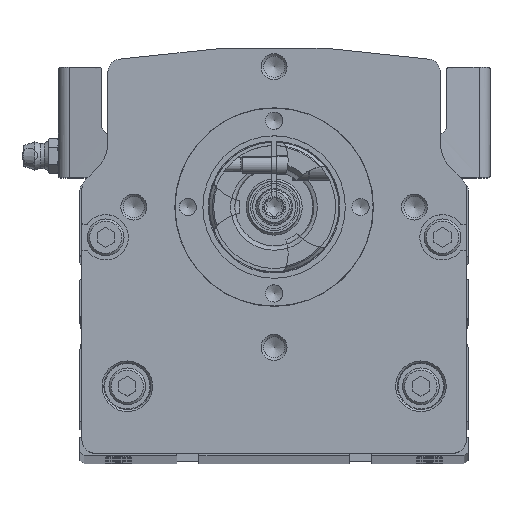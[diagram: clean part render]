
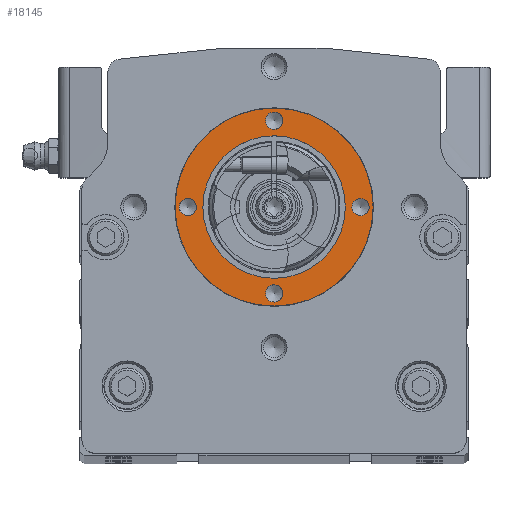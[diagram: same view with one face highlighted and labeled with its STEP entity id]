
A CAD part, top view. The second image highlights one B-rep face of the part: STEP entity #18145.
In plain terms, the highlighted planar face has unit normal (0, 0, 1).
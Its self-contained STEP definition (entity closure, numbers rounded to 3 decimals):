
#292=PLANE('',#19362);
#4620=ORIENTED_EDGE('',*,*,#7922,.F.);
#4621=ORIENTED_EDGE('',*,*,#7923,.F.);
#4622=ORIENTED_EDGE('',*,*,#7924,.T.);
#4623=ORIENTED_EDGE('',*,*,#7925,.T.);
#4624=ORIENTED_EDGE('',*,*,#7926,.T.);
#4625=ORIENTED_EDGE('',*,*,#7921,.T.);
#7921=EDGE_CURVE('',#9672,#9672,#10800,.T.);
#7922=EDGE_CURVE('',#9673,#9673,#10801,.T.);
#7923=EDGE_CURVE('',#9674,#9674,#10802,.F.);
#7924=EDGE_CURVE('',#9675,#9675,#10803,.T.);
#7925=EDGE_CURVE('',#9676,#9676,#10804,.T.);
#7926=EDGE_CURVE('',#9677,#9677,#10805,.T.);
#9672=VERTEX_POINT('',#26721);
#9673=VERTEX_POINT('',#26724);
#9674=VERTEX_POINT('',#26726);
#9675=VERTEX_POINT('',#26728);
#9676=VERTEX_POINT('',#26730);
#9677=VERTEX_POINT('',#26732);
#10800=CIRCLE('',#19361,16.5);
#10801=CIRCLE('',#19363,22.929);
#10802=CIRCLE('',#19364,2.);
#10803=CIRCLE('',#19365,2.);
#10804=CIRCLE('',#19366,2.);
#10805=CIRCLE('',#19367,2.);
#11617=EDGE_LOOP('',(#4620));
#11618=EDGE_LOOP('',(#4621));
#11619=EDGE_LOOP('',(#4622));
#11620=EDGE_LOOP('',(#4623));
#11621=EDGE_LOOP('',(#4624));
#11622=EDGE_LOOP('',(#4625));
#12810=FACE_BOUND('',#11617,.T.);
#12811=FACE_BOUND('',#11618,.T.);
#12812=FACE_BOUND('',#11619,.T.);
#12813=FACE_BOUND('',#11620,.T.);
#12814=FACE_BOUND('',#11621,.T.);
#12815=FACE_BOUND('',#11622,.T.);
#18145=ADVANCED_FACE('',(#12810,#12811,#12812,#12813,#12814,#12815),#292,
 .F.);
#19361=AXIS2_PLACEMENT_3D('',#26720,#22151,#22152);
#19362=AXIS2_PLACEMENT_3D('',#26722,#22153,#22154);
#19363=AXIS2_PLACEMENT_3D('',#26723,#22155,#22156);
#19364=AXIS2_PLACEMENT_3D('',#26725,#22157,#22158);
#19365=AXIS2_PLACEMENT_3D('',#26727,#22159,#22160);
#19366=AXIS2_PLACEMENT_3D('',#26729,#22161,#22162);
#19367=AXIS2_PLACEMENT_3D('',#26731,#22163,#22164);
#22151=DIRECTION('',(0.,0.,-1.));
#22152=DIRECTION('',(-1.,0.,0.));
#22153=DIRECTION('',(0.,0.,-1.));
#22154=DIRECTION('',(-1.,0.,0.));
#22155=DIRECTION('',(0.,0.,-1.));
#22156=DIRECTION('',(-1.,0.,0.));
#22157=DIRECTION('',(0.,0.,-1.));
#22158=DIRECTION('',(-1.,0.,0.));
#22159=DIRECTION('',(0.,0.,-1.));
#22160=DIRECTION('',(-1.,0.,0.));
#22161=DIRECTION('',(0.,0.,-1.));
#22162=DIRECTION('',(-1.,0.,0.));
#22163=DIRECTION('',(0.,0.,-1.));
#22164=DIRECTION('',(-1.,0.,0.));
#26720=CARTESIAN_POINT('',(0.,57.5,34.));
#26721=CARTESIAN_POINT('',(-16.5,57.5,34.));
#26722=CARTESIAN_POINT('',(0.,74.,34.));
#26723=CARTESIAN_POINT('',(0.,57.5,34.));
#26724=CARTESIAN_POINT('',(-22.929,57.5,34.));
#26725=CARTESIAN_POINT('',(0.,77.5,34.));
#26726=CARTESIAN_POINT('',(-2.,77.5,34.));
#26727=CARTESIAN_POINT('',(20.,57.5,34.));
#26728=CARTESIAN_POINT('',(18.,57.5,34.));
#26729=CARTESIAN_POINT('',(0.,37.5,34.));
#26730=CARTESIAN_POINT('',(-2.,37.5,34.));
#26731=CARTESIAN_POINT('',(-20.,57.5,34.));
#26732=CARTESIAN_POINT('',(-22.,57.5,34.));
